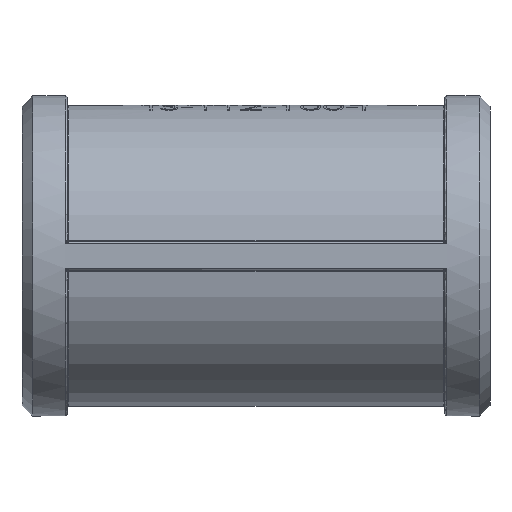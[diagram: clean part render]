
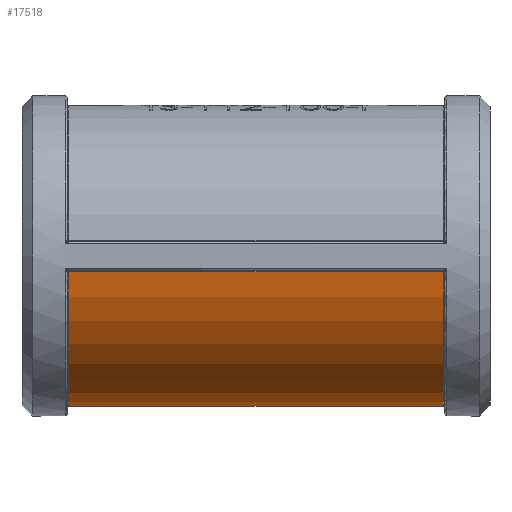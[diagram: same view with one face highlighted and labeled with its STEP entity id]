
A CAD part, front view. The second image highlights one B-rep face of the part: STEP entity #17518.
In plain terms, the highlighted cylindrical face has radius 26.75 mm (diameter 53.5 mm), a partial arc.
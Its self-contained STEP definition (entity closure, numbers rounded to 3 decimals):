
#6697 = AXIS2_PLACEMENT_3D ( 'NONE', #17338, #17326, #17330 ) ;
#13284 = CARTESIAN_POINT ( 'NONE',  ( 0., 26.606, -2.769 ) ) ;
#13296 = DIRECTION ( 'NONE',  ( -1., 0., 0. ) ) ;
#13329 = LINE ( 'NONE', #13284, #21158 ) ;
#13332 = DIRECTION ( 'NONE',  ( -1., 0., 0. ) ) ;
#13347 = CARTESIAN_POINT ( 'NONE',  ( -33.2, 0., 0. ) ) ;
#13369 = DIRECTION ( 'NONE',  ( 0., 0., -1. ) ) ;
#13525 = DIRECTION ( 'NONE',  ( 1., 0., 0. ) ) ;
#13533 = DIRECTION ( 'NONE',  ( 0., 0., -1. ) ) ;
#13542 = CARTESIAN_POINT ( 'NONE',  ( 33.2, 0., 0. ) ) ;
#13574 = DIRECTION ( 'NONE',  ( -1., 0., 0. ) ) ;
#13580 = CARTESIAN_POINT ( 'NONE',  ( 0., 26.606, -2.769 ) ) ;
#13606 = LINE ( 'NONE', #13580, #21128 ) ;
#13651 = CARTESIAN_POINT ( 'NONE',  ( 0., -26.606, -2.769 ) ) ;
#13659 = DIRECTION ( 'NONE',  ( 1., 0., 0. ) ) ;
#13664 = LINE ( 'NONE', #13651, #21119 ) ;
#13683 = CARTESIAN_POINT ( 'NONE',  ( -18.618, 22.908, -14.401 ) ) ;
#13684 = CARTESIAN_POINT ( 'NONE',  ( 5.403, 17.677, -20.092 ) ) ;
#13685 = CARTESIAN_POINT ( 'NONE',  ( 0., 17.28, -20.42 ) ) ;
#13691 = CARTESIAN_POINT ( 'NONE',  ( -11.926, 19.612, -18.304 ) ) ;
#13692 = CARTESIAN_POINT ( 'NONE',  ( -23.217, 25.643, -8.487 ) ) ;
#13694 = CARTESIAN_POINT ( 'NONE',  ( -24.526, 26.455, -4.222 ) ) ;
#13700 = CARTESIAN_POINT ( 'NONE',  ( 21.757, 24.734, -11.153 ) ) ;
#13701 = CARTESIAN_POINT ( 'NONE',  ( 24.282, 26.304, -5.674 ) ) ;
#13702 = CARTESIAN_POINT ( 'NONE',  ( 24.769, 26.606, -2.769 ) ) ;
#13703 = CARTESIAN_POINT ( 'NONE',  ( -1.805, 17.28, -20.42 ) ) ;
#13704 = CARTESIAN_POINT ( 'NONE',  ( -24.769, 26.606, -2.769 ) ) ;
#13716 = CARTESIAN_POINT ( 'NONE',  ( 10.3, 19.122, -18.757 ) ) ;
#13717 = CARTESIAN_POINT ( 'NONE',  ( 0., 17.28, -20.42 ) ) ;
#13718 = CARTESIAN_POINT ( 'NONE',  ( 16.023, 21.544, -16.062 ) ) ;
#13720 = CARTESIAN_POINT ( 'NONE',  ( 1.805, 17.28, -20.42 ) ) ;
#13725 = CARTESIAN_POINT ( 'NONE',  ( -5.406, 17.674, -20.095 ) ) ;
#14122 = CARTESIAN_POINT ( 'NONE',  ( -24.769, 26.606, -2.769 ) ) ;
#14139 = CARTESIAN_POINT ( 'NONE',  ( -33.2, 26.606, -2.769 ) ) ;
#14159 = CARTESIAN_POINT ( 'NONE',  ( -33.2, -26.606, -2.769 ) ) ;
#14176 = CARTESIAN_POINT ( 'NONE',  ( 24.769, 26.606, -2.769 ) ) ;
#14197 = CARTESIAN_POINT ( 'NONE',  ( 33.2, -26.606, -2.769 ) ) ;
#14198 = CARTESIAN_POINT ( 'NONE',  ( 33.2, 26.606, -2.769 ) ) ;
#14232 = CARTESIAN_POINT ( 'NONE',  ( 0., 17.28, -20.42 ) ) ;
#16199 = B_SPLINE_CURVE_WITH_KNOTS ( 'NONE', 3,
 ( #13702, #13701, #13700, #13718, #13716, #13684, #13720, #13685 ),
 .UNSPECIFIED., .F., .F.,
 ( 4, 1, 1, 1, 1, 4 ),
 ( 0., 0.286, 0.571, 0.714, 0.857, 1. ),
 .UNSPECIFIED. ) ;
#16237 = B_SPLINE_CURVE_WITH_KNOTS ( 'NONE', 3,
 ( #13717, #13703, #13725, #13691, #13683, #13692, #13694, #13704 ),
 .UNSPECIFIED., .F., .F.,
 ( 4, 1, 1, 1, 1, 4 ),
 ( 0., 0.143, 0.286, 0.571, 0.857, 1. ),
 .UNSPECIFIED. ) ;
#17326 = DIRECTION ( 'NONE',  ( 1., 0., 0. ) ) ;
#17328 = FACE_OUTER_BOUND ( 'NONE', #25169, .T. ) ;
#17330 = DIRECTION ( 'NONE',  ( 0., -1., 0. ) ) ;
#17332 = CYLINDRICAL_SURFACE ( 'NONE', #6697, 26.75 ) ;
#17338 = CARTESIAN_POINT ( 'NONE',  ( 0., 0., 0. ) ) ;
#17518 = ADVANCED_FACE ( 'NONE', ( #17328 ), #17332, .T. ) ;
#20741 = EDGE_CURVE ( 'NONE', #25364, #25318, #13329, .T. ) ;
#20743 = EDGE_CURVE ( 'NONE', #25318, #25361, #21142, .T. ) ;
#20749 = EDGE_CURVE ( 'NONE', #25379, #25394, #21143, .T. ) ;
#20754 = EDGE_CURVE ( 'NONE', #25394, #25311, #13606, .T. ) ;
#20766 = EDGE_CURVE ( 'NONE', #25361, #25379, #13664, .T. ) ;
#20770 = EDGE_CURVE ( 'NONE', #25311, #25377, #16199, .T. ) ;
#20774 = EDGE_CURVE ( 'NONE', #25377, #25364, #16237, .T. ) ;
#21119 = VECTOR ( 'NONE', #13659, 1000. ) ;
#21121 = AXIS2_PLACEMENT_3D ( 'NONE', #13542, #13525, #13533 ) ;
#21122 = AXIS2_PLACEMENT_3D ( 'NONE', #13347, #13332, #13369 ) ;
#21128 = VECTOR ( 'NONE', #13574, 1000. ) ;
#21142 = CIRCLE ( 'NONE', #21122, 26.75 ) ;
#21143 = CIRCLE ( 'NONE', #21121, 26.75 ) ;
#21158 = VECTOR ( 'NONE', #13296, 1000. ) ;
#22975 = ORIENTED_EDGE ( 'NONE', *, *, #20774, .F. ) ;
#22987 = ORIENTED_EDGE ( 'NONE', *, *, #20754, .F. ) ;
#23007 = ORIENTED_EDGE ( 'NONE', *, *, #20741, .F. ) ;
#23009 = ORIENTED_EDGE ( 'NONE', *, *, #20743, .F. ) ;
#23045 = ORIENTED_EDGE ( 'NONE', *, *, #20770, .F. ) ;
#23071 = ORIENTED_EDGE ( 'NONE', *, *, #20766, .F. ) ;
#23081 = ORIENTED_EDGE ( 'NONE', *, *, #20749, .F. ) ;
#25169 = EDGE_LOOP ( 'NONE', ( #23081, #23071, #23009, #23007, #22975, #23045, #22987 ) ) ;
#25311 = VERTEX_POINT ( 'NONE', #14176 ) ;
#25318 = VERTEX_POINT ( 'NONE', #14139 ) ;
#25361 = VERTEX_POINT ( 'NONE', #14159 ) ;
#25364 = VERTEX_POINT ( 'NONE', #14122 ) ;
#25377 = VERTEX_POINT ( 'NONE', #14232 ) ;
#25379 = VERTEX_POINT ( 'NONE', #14197 ) ;
#25394 = VERTEX_POINT ( 'NONE', #14198 ) ;
